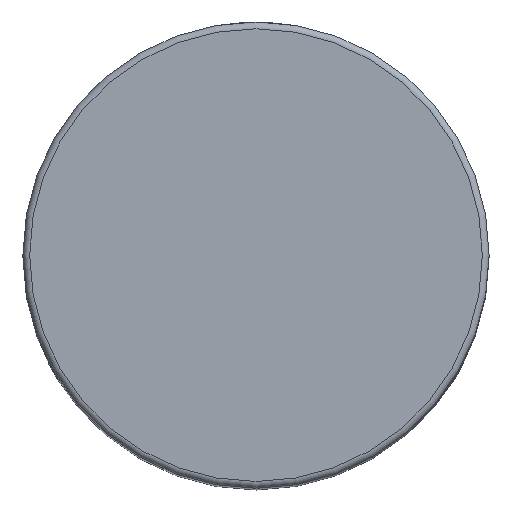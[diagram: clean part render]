
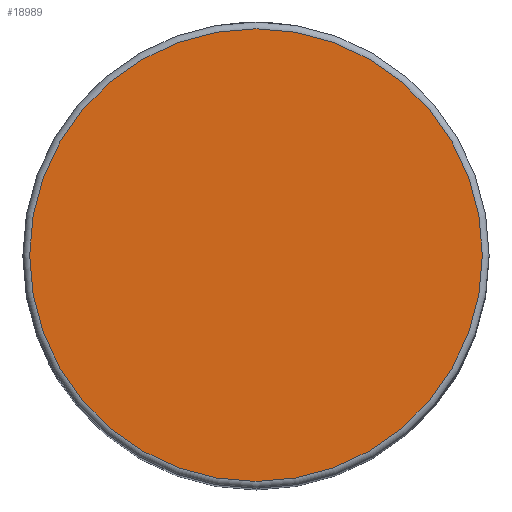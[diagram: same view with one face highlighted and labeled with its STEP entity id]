
A CAD part, top view. The second image highlights one B-rep face of the part: STEP entity #18989.
In plain terms, the highlighted planar face has unit normal (0, 0, 1).
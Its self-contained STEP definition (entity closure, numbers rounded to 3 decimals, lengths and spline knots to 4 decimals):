
#4412=FACE_OUTER_BOUND('',#5509,.T.);
#5509=EDGE_LOOP('',(#13418));
#6574=CIRCLE('',#20283,2.0025);
#7762=VERTEX_POINT('',#47975);
#9915=EDGE_CURVE('',#7762,#7762,#6574,.T.);
#13418=ORIENTED_EDGE('',*,*,#9915,.F.);
#17497=PLANE('',#20282);
#18989=ADVANCED_FACE('',(#4412),#17497,.T.);
#20282=AXIS2_PLACEMENT_3D('',#47974,#22791,#22792);
#20283=AXIS2_PLACEMENT_3D('',#47976,#22793,#22794);
#22791=DIRECTION('center_axis',(0.,0.,1.));
#22792=DIRECTION('ref_axis',(1.,0.,0.));
#22793=DIRECTION('center_axis',(0.,0.,-1.));
#22794=DIRECTION('ref_axis',(0.,-1.,0.));
#47974=CARTESIAN_POINT('Origin',(0.,2.0625,0.01));
#47975=CARTESIAN_POINT('',(2.0025,0.,0.01));
#47976=CARTESIAN_POINT('Origin',(0.,0.,0.01));
